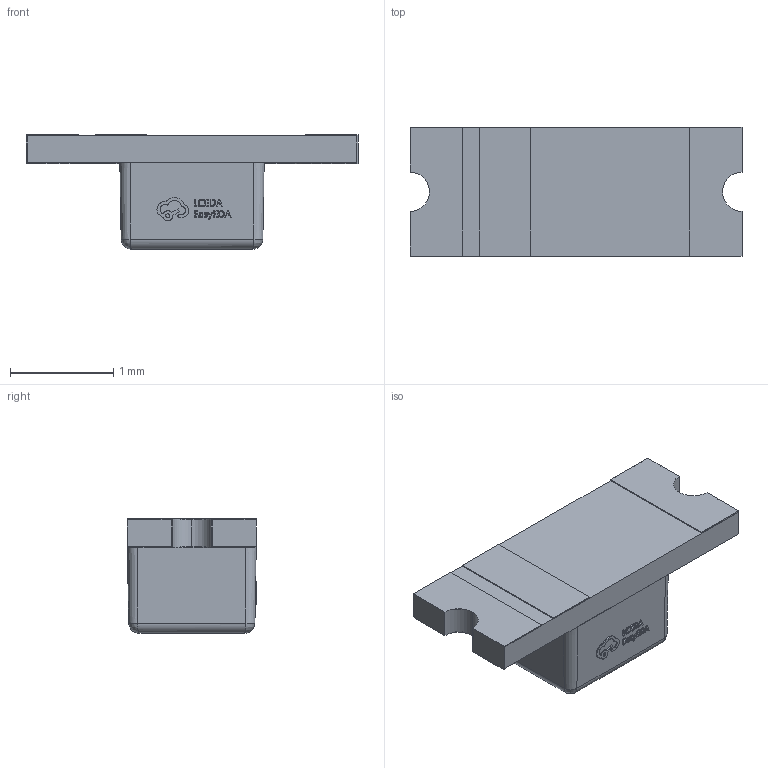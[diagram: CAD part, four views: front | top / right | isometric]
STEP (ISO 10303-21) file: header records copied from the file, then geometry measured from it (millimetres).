
FILE_DESCRIPTION (( 'STEP AP214' ), '1' );
FILE_NAME ('LED1206-RD_YELLOW-EH.STEP', '2023-01-12T07:52:12', ( 'PC' ), ( 'Microsoft' ), 'SwSTEP 2.0', 'SolidWorks 2020', '' );
FILE_SCHEMA (( 'AUTOMOTIVE_DESIGN' ));
Length unit declared in the file: millimetre
Products named in the file (1): LED1206-RD_YELLOW-EH
Bounding box: 3.22 x 1.25 x 1.11 mm (x, y, z)
Volume: 2.5 mm3; surface area: 25.5 mm2
Topology: 5 solids, 5 shells, 310 faces, 828 edges, 544 vertices
Faces by surface type: plane 183, bspline 102, cylinder 21, cone 4
Entity records: 13926 total; most frequent: CARTESIAN_POINT 3457, ORIENTED_EDGE 1648, DIRECTION 1072, EDGE_CURVE 824, LINE 570, VECTOR 570, VERTEX_POINT 544, EDGE_LOOP 330
